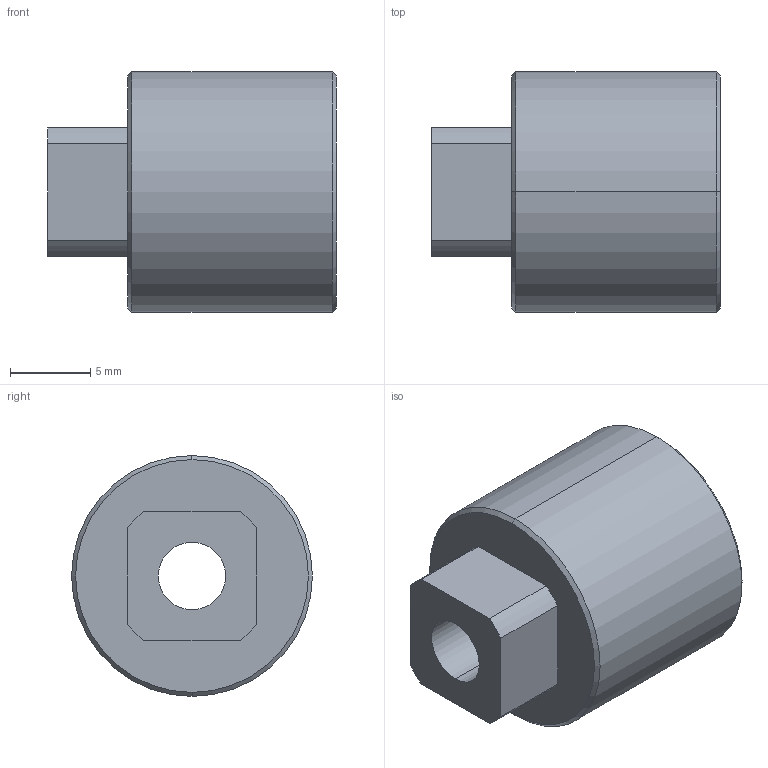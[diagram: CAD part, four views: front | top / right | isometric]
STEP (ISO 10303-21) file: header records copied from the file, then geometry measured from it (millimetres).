
FILE_DESCRIPTION (( 'STEP AP214' ), '1' );
FILE_NAME ('K4-ABRE SECONDAIRE VILLEBREQUIN.STEP', '2022-05-23T19:29:26', ( '' ), ( '' ), 'SwSTEP 2.0', 'SolidWorks 2021', '' );
FILE_SCHEMA (( 'AUTOMOTIVE_DESIGN' ));
Length unit declared in the file: millimetre
Products named in the file (1): K4-ABRE SECONDAIRE VILLEBREQUIN
Bounding box: 18 x 15 x 15 mm (x, y, z)
Volume: 2354.2 mm3; surface area: 1306.7 mm2
Topology: 1 solids, 1 shells, 21 faces, 48 edges, 30 vertices
Faces by surface type: cylinder 8, plane 7, cone 6
Entity records: 656 total; most frequent: DIRECTION 114, CARTESIAN_POINT 100, ORIENTED_EDGE 96, EDGE_CURVE 48, AXIS2_PLACEMENT_3D 44, VERTEX_POINT 30, LINE 26, VECTOR 26
